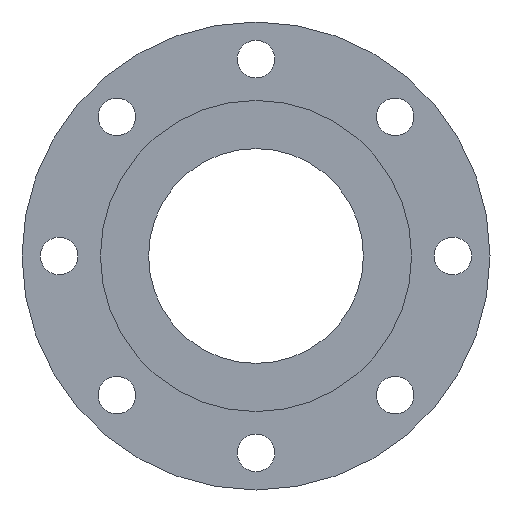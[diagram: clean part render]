
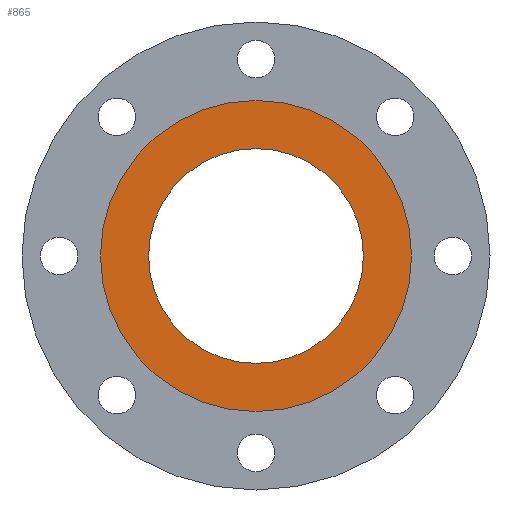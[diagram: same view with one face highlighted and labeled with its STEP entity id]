
A CAD part, front view. The second image highlights one B-rep face of the part: STEP entity #865.
In plain terms, the highlighted planar face has unit normal (0, -1, 0).
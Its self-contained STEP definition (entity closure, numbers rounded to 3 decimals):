
#15 = AXIS2_PLACEMENT_3D ( 'NONE', #557, #679, #489 ) ;
#66 = CIRCLE ( 'NONE', #448, 92.85 ) ;
#77 = DIRECTION ( 'NONE',  ( 0., 0., 1. ) ) ;
#98 = CARTESIAN_POINT ( 'NONE',  ( 0., 0., 0. ) ) ;
#103 = DIRECTION ( 'NONE',  ( 0., -1., 0. ) ) ;
#145 = CARTESIAN_POINT ( 'NONE',  ( 0., 0., 64.15 ) ) ;
#176 = AXIS2_PLACEMENT_3D ( 'NONE', #1152, #410, #1156 ) ;
#182 = ORIENTED_EDGE ( 'NONE', *, *, #484, .T. ) ;
#212 = DIRECTION ( 'NONE',  ( 0., 0., -1. ) ) ;
#241 = EDGE_CURVE ( 'NONE', #1203, #263, #535, .T. ) ;
#263 = VERTEX_POINT ( 'NONE', #145 ) ;
#287 = FACE_OUTER_BOUND ( 'NONE', #640, .T. ) ;
#366 = ORIENTED_EDGE ( 'NONE', *, *, #241, .T. ) ;
#376 = VERTEX_POINT ( 'NONE', #644 ) ;
#410 = DIRECTION ( 'NONE',  ( 0., 1., 0. ) ) ;
#448 = AXIS2_PLACEMENT_3D ( 'NONE', #1079, #819, #528 ) ;
#453 = DIRECTION ( 'NONE',  ( 0., 1., 0. ) ) ;
#484 = EDGE_CURVE ( 'NONE', #263, #1203, #927, .T. ) ;
#489 = DIRECTION ( 'NONE',  ( 0., 0., 1. ) ) ;
#528 = DIRECTION ( 'NONE',  ( 0., 0., 1. ) ) ;
#535 = CIRCLE ( 'NONE', #176, 64.15 ) ;
#557 = CARTESIAN_POINT ( 'NONE',  ( 0., 0., 0. ) ) ;
#630 = AXIS2_PLACEMENT_3D ( 'NONE', #98, #453, #77 ) ;
#640 = EDGE_LOOP ( 'NONE', ( #1000, #864 ) ) ;
#644 = CARTESIAN_POINT ( 'NONE',  ( 0., 0., 92.85 ) ) ;
#677 = PLANE ( 'NONE',  #961 ) ;
#679 = DIRECTION ( 'NONE',  ( 0., 1., 0. ) ) ;
#727 = EDGE_LOOP ( 'NONE', ( #182, #366 ) ) ;
#740 = FACE_BOUND ( 'NONE', #727, .T. ) ;
#756 = EDGE_CURVE ( 'NONE', #376, #800, #66, .T. ) ;
#800 = VERTEX_POINT ( 'NONE', #903 ) ;
#819 = DIRECTION ( 'NONE',  ( 0., 1., 0. ) ) ;
#836 = CARTESIAN_POINT ( 'NONE',  ( 0., 0., -64.15 ) ) ;
#864 = ORIENTED_EDGE ( 'NONE', *, *, #1197, .F. ) ;
#865 = ADVANCED_FACE ( 'NONE', ( #740, #287 ), #677, .T. ) ;
#903 = CARTESIAN_POINT ( 'NONE',  ( 0., 0., -92.85 ) ) ;
#927 = CIRCLE ( 'NONE', #15, 64.15 ) ;
#939 = CIRCLE ( 'NONE', #630, 92.85 ) ;
#961 = AXIS2_PLACEMENT_3D ( 'NONE', #1027, #103, #212 ) ;
#1000 = ORIENTED_EDGE ( 'NONE', *, *, #756, .F. ) ;
#1027 = CARTESIAN_POINT ( 'NONE',  ( 0., 0., 64.15 ) ) ;
#1079 = CARTESIAN_POINT ( 'NONE',  ( 0., 0., 0. ) ) ;
#1152 = CARTESIAN_POINT ( 'NONE',  ( 0., 0., 0. ) ) ;
#1156 = DIRECTION ( 'NONE',  ( 0., 0., 1. ) ) ;
#1197 = EDGE_CURVE ( 'NONE', #800, #376, #939, .T. ) ;
#1203 = VERTEX_POINT ( 'NONE', #836 ) ;
